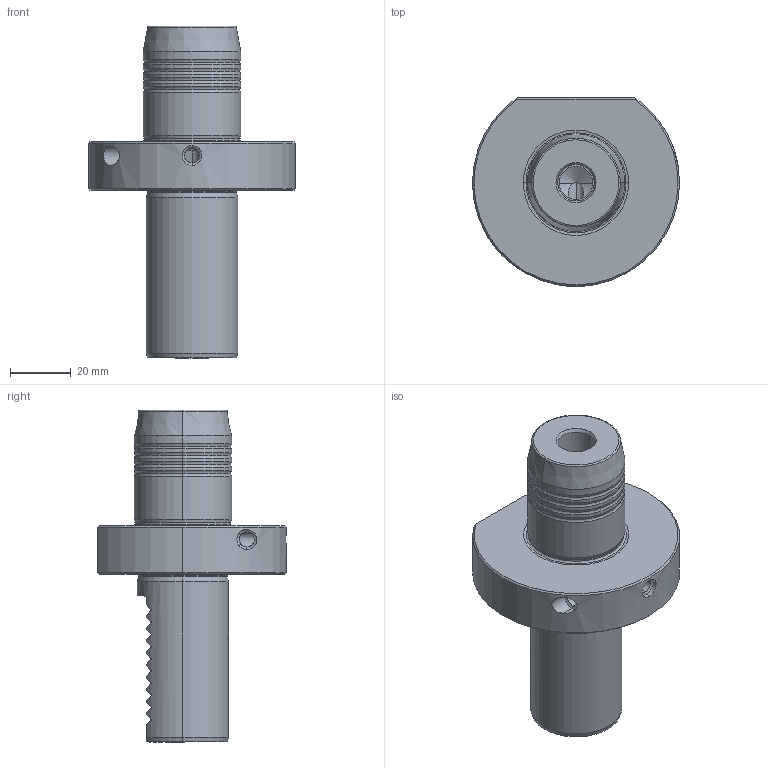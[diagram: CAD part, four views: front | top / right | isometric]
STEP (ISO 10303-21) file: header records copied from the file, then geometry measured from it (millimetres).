
FILE_DESCRIPTION (( 'STEP AP214' ), '1' );
FILE_NAME ('77.VD3.012 x=54_step.STEP', '2022-07-07T10:02:54', ( '' ), ( '' ), 'SwSTEP 2.0', 'SolidWorks 2018', '' );
FILE_SCHEMA (( 'AUTOMOTIVE_DESIGN' ));
Length unit declared in the file: millimetre
Products named in the file (1): 77.VD3.012 x=54_step
Bounding box: 68 x 62 x 109 mm (x, y, z)
Volume: 109670.7 mm3; surface area: 23966.9 mm2
Topology: 1 solids, 1 shells, 166 faces, 403 edges, 241 vertices
Faces by surface type: cylinder 54, plane 45, cone 39, torus 28
Entity records: 5648 total; most frequent: CARTESIAN_POINT 1570, ORIENTED_EDGE 802, DIRECTION 777, EDGE_CURVE 401, AXIS2_PLACEMENT_3D 314, VERTEX_POINT 241, EDGE_LOOP 178, FACE_OUTER_BOUND 166
